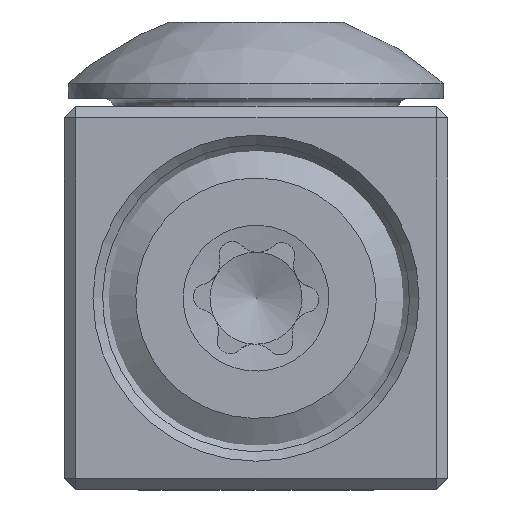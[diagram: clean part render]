
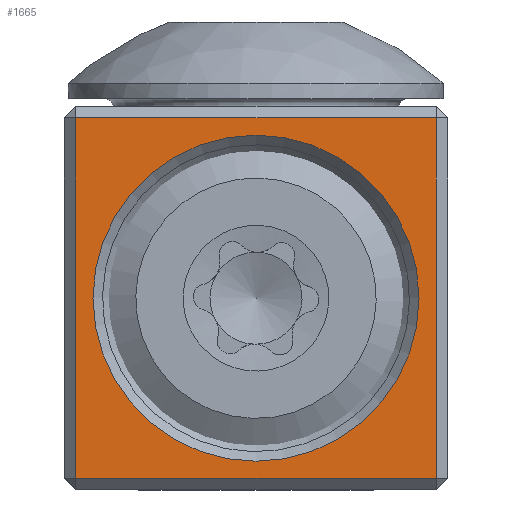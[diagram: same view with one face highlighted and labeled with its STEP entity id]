
A CAD part, left-side view. The second image highlights one B-rep face of the part: STEP entity #1665.
In plain terms, the highlighted planar face has unit normal (-1, 0, 0).
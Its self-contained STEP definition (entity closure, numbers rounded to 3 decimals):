
#21 = CARTESIAN_POINT ( 'NONE',  ( -80., -4.7, 4.7 ) ) ;
#30 = CARTESIAN_POINT ( 'NONE',  ( -80., -4.7, -4.7 ) ) ;
#35 = EDGE_LOOP ( 'NONE', ( #7764, #3414, #5628, #3609 ) ) ;
#174 = CARTESIAN_POINT ( 'NONE',  ( -80., 4.7, 0. ) ) ;
#344 = EDGE_LOOP ( 'NONE', ( #5017 ) ) ;
#368 = EDGE_CURVE ( 'NONE', #3435, #7071, #2627, .T. ) ;
#386 = DIRECTION ( 'NONE',  ( 1., 0., 0. ) ) ;
#513 = PLANE ( 'NONE',  #4684 ) ;
#538 = EDGE_CURVE ( 'NONE', #7071, #5802, #6162, .T. ) ;
#903 = EDGE_CURVE ( 'NONE', #5802, #6095, #3513, .T. ) ;
#974 = CIRCLE ( 'NONE', #7050, 4.25 ) ;
#1174 = CARTESIAN_POINT ( 'NONE',  ( -80., 0., -4.7 ) ) ;
#1188 = CARTESIAN_POINT ( 'NONE',  ( -80., 0., 0. ) ) ;
#1522 = DIRECTION ( 'NONE',  ( 0., 0., -1. ) ) ;
#1665 = ADVANCED_FACE ( 'NONE', ( #2364, #5260 ), #513, .T. ) ;
#1735 = DIRECTION ( 'NONE',  ( 0., 0., 1. ) ) ;
#2364 = FACE_OUTER_BOUND ( 'NONE', #35, .T. ) ;
#2613 = LINE ( 'NONE', #3959, #5257 ) ;
#2627 = LINE ( 'NONE', #174, #2761 ) ;
#2761 = VECTOR ( 'NONE', #1522, 1000. ) ;
#2990 = CARTESIAN_POINT ( 'NONE',  ( -80., 4.7, 4.7 ) ) ;
#3306 = DIRECTION ( 'NONE',  ( 0., 1., 0. ) ) ;
#3414 = ORIENTED_EDGE ( 'NONE', *, *, #903, .T. ) ;
#3435 = VERTEX_POINT ( 'NONE', #2990 ) ;
#3513 = LINE ( 'NONE', #4631, #3799 ) ;
#3546 = CARTESIAN_POINT ( 'NONE',  ( -80., 4.25, 0. ) ) ;
#3609 = ORIENTED_EDGE ( 'NONE', *, *, #368, .T. ) ;
#3799 = VECTOR ( 'NONE', #4599, 1000. ) ;
#3959 = CARTESIAN_POINT ( 'NONE',  ( -80., 0., 4.7 ) ) ;
#4599 = DIRECTION ( 'NONE',  ( 0., 0., 1. ) ) ;
#4631 = CARTESIAN_POINT ( 'NONE',  ( -80., -4.7, 0. ) ) ;
#4684 = AXIS2_PLACEMENT_3D ( 'NONE', #1188, #5342, #1735 ) ;
#4876 = EDGE_CURVE ( 'NONE', #6095, #3435, #2613, .T. ) ;
#5017 = ORIENTED_EDGE ( 'NONE', *, *, #6584, .T. ) ;
#5185 = VECTOR ( 'NONE', #5472, 1000. ) ;
#5257 = VECTOR ( 'NONE', #6234, 1000. ) ;
#5260 = FACE_BOUND ( 'NONE', #344, .T. ) ;
#5342 = DIRECTION ( 'NONE',  ( -1., 0., 0. ) ) ;
#5472 = DIRECTION ( 'NONE',  ( 0., -1., 0. ) ) ;
#5628 = ORIENTED_EDGE ( 'NONE', *, *, #4876, .T. ) ;
#5802 = VERTEX_POINT ( 'NONE', #30 ) ;
#6095 = VERTEX_POINT ( 'NONE', #21 ) ;
#6162 = LINE ( 'NONE', #1174, #5185 ) ;
#6234 = DIRECTION ( 'NONE',  ( 0., 1., 0. ) ) ;
#6444 = VERTEX_POINT ( 'NONE', #3546 ) ;
#6584 = EDGE_CURVE ( 'NONE', #6444, #6444, #974, .T. ) ;
#7036 = CARTESIAN_POINT ( 'NONE',  ( -80., 0., 0. ) ) ;
#7050 = AXIS2_PLACEMENT_3D ( 'NONE', #7036, #386, #3306 ) ;
#7071 = VERTEX_POINT ( 'NONE', #7129 ) ;
#7129 = CARTESIAN_POINT ( 'NONE',  ( -80., 4.7, -4.7 ) ) ;
#7764 = ORIENTED_EDGE ( 'NONE', *, *, #538, .T. ) ;
